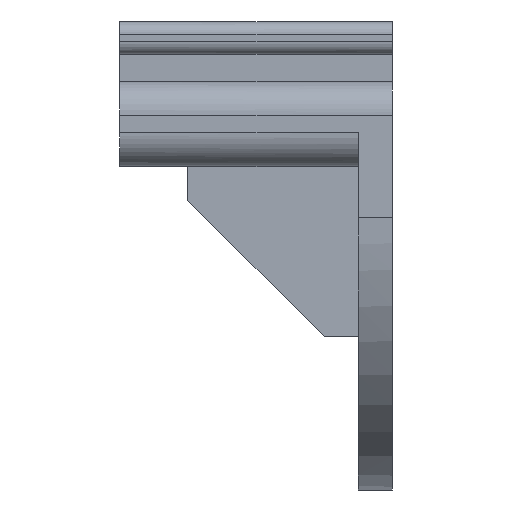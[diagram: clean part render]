
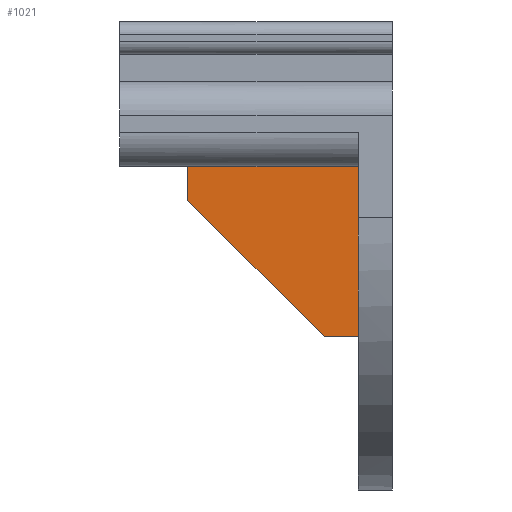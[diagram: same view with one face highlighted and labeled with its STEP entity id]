
A CAD part, left-side view. The second image highlights one B-rep face of the part: STEP entity #1021.
In plain terms, the highlighted planar face has unit normal (-1, 0, 0).
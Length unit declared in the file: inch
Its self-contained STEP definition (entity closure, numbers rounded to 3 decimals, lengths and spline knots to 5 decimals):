
#993=AXIS2_PLACEMENT_3D('Plane Axis2P3D',#990,#991,#992) ;
#377=CARTESIAN_POINT('Vertex',(-23.9375,0.628,0.)) ;
#380=CARTESIAN_POINT('Line Origine',(-23.9375,0.628,-0.625)) ;
#384=CARTESIAN_POINT('Vertex',(-23.9375,0.628,-1.25)) ;
#467=CARTESIAN_POINT('Vertex',(-23.9375,1.878,0.)) ;
#470=CARTESIAN_POINT('Line Origine',(-23.9375,1.253,0.)) ;
#990=CARTESIAN_POINT('Axis2P3D Location',(-23.9375,0.628,-1.25)) ;
#995=CARTESIAN_POINT('Line Origine',(-23.9375,1.378,-0.75)) ;
#999=CARTESIAN_POINT('Vertex',(-23.9375,1.878,-0.25)) ;
#1001=CARTESIAN_POINT('Vertex',(-23.9375,0.878,-1.25)) ;
#1004=CARTESIAN_POINT('Line Origine',(-23.9375,0.753,-1.25)) ;
#1009=CARTESIAN_POINT('Line Origine',(-23.9375,1.878,-0.125)) ;
#381=DIRECTION('Vector Direction',(0.,0.,-1.)) ;
#471=DIRECTION('Vector Direction',(0.,-1.,0.)) ;
#991=DIRECTION('Axis2P3D Direction',(-1.,0.,0.)) ;
#992=DIRECTION('Axis2P3D XDirection',(0.,0.,1.)) ;
#996=DIRECTION('Vector Direction',(0.,-0.707,-0.707)) ;
#1005=DIRECTION('Vector Direction',(0.,1.,0.)) ;
#1010=DIRECTION('Vector Direction',(0.,0.,-1.)) ;
#382=VECTOR('Line Direction',#381,0.03937) ;
#472=VECTOR('Line Direction',#471,0.03937) ;
#997=VECTOR('Line Direction',#996,0.03937) ;
#1006=VECTOR('Line Direction',#1005,0.03937) ;
#1011=VECTOR('Line Direction',#1010,0.03937) ;
#1015=ORIENTED_EDGE('',*,*,#1003,.T.) ;
#1016=ORIENTED_EDGE('',*,*,#1008,.F.) ;
#1017=ORIENTED_EDGE('',*,*,#386,.F.) ;
#1018=ORIENTED_EDGE('',*,*,#474,.F.) ;
#1019=ORIENTED_EDGE('',*,*,#1013,.T.) ;
#1021=ADVANCED_FACE('R2',(#1020),#994,.T.) ;
#386=EDGE_CURVE('',#378,#385,#383,.T.) ;
#474=EDGE_CURVE('',#468,#378,#473,.T.) ;
#1003=EDGE_CURVE('',#1000,#1002,#998,.T.) ;
#1008=EDGE_CURVE('',#385,#1002,#1007,.T.) ;
#1013=EDGE_CURVE('',#468,#1000,#1012,.T.) ;
#1014=EDGE_LOOP('',(#1015,#1016,#1017,#1018,#1019)) ;
#1020=FACE_OUTER_BOUND('',#1014,.T.) ;
#383=LINE('Line',#380,#382) ;
#473=LINE('Line',#470,#472) ;
#998=LINE('Line',#995,#997) ;
#1007=LINE('Line',#1004,#1006) ;
#1012=LINE('Line',#1009,#1011) ;
#994=PLANE('',#993) ;
#378=VERTEX_POINT('',#377) ;
#385=VERTEX_POINT('',#384) ;
#468=VERTEX_POINT('',#467) ;
#1000=VERTEX_POINT('',#999) ;
#1002=VERTEX_POINT('',#1001) ;
